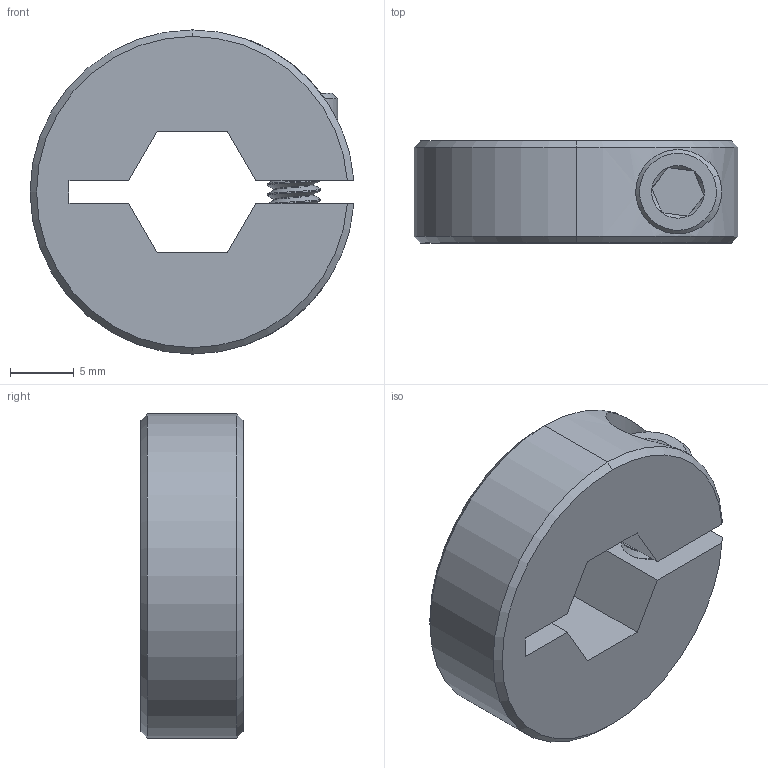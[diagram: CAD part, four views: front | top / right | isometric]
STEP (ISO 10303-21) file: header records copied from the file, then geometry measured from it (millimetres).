
FILE_DESCRIPTION (( 'STEP AP214' ), '1' );
FILE_NAME ('am-2300 Collar Clamp, 0.375'''' Hex Bore, Aluminum REV2.STEP', '2018-05-15T18:18:17', ( '' ), ( '' ), 'SwSTEP 2.0', 'SolidWorks 2017', '' );
FILE_SCHEMA (( 'AUTOMOTIVE_DESIGN' ));
Length unit declared in the file: inch
Products named in the file (3): am-2300 Collar Clamp, 0.375'''' Hex Bore, Aluminum REV2; am-2300 Screw Only_91251A192; am-2300 Clamp Only
Assembly tree (2 placements, depth 2):
  am-2300 Collar Clamp, 0.375'''' Hex Bore, Aluminum REV2
    am-2300 Clamp Only
    am-2300 Screw Only_91251A192
Bounding box: 25.37 x 8 x 25.4 mm (x, y, z)
Volume: 3092.3 mm3; surface area: 2407.2 mm2
Topology: 2 solids, 2 shells, 105 faces, 273 edges, 175 vertices
Faces by surface type: cylinder 60, plane 24, cone 19, bspline 2
Entity records: 4672 total; most frequent: CARTESIAN_POINT 2279, ORIENTED_EDGE 546, DIRECTION 412, EDGE_CURVE 273, VERTEX_POINT 175, AXIS2_PLACEMENT_3D 149, LINE 114, VECTOR 114
